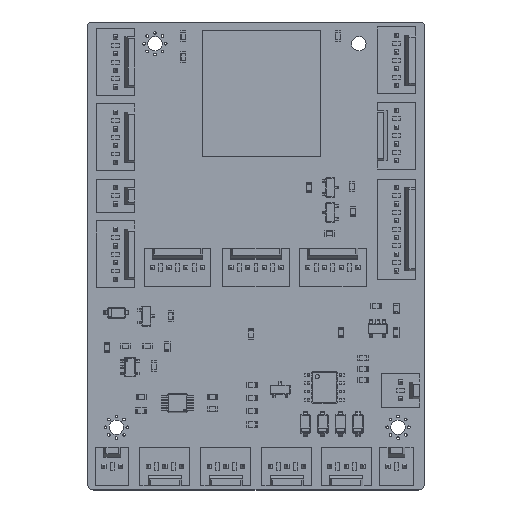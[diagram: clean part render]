
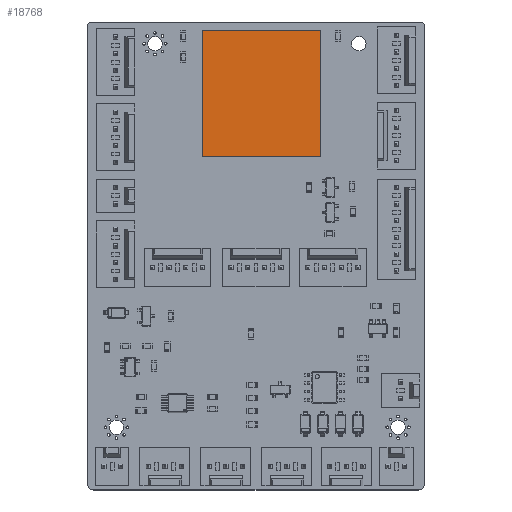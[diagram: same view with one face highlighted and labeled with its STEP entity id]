
A CAD part, top view. The second image highlights one B-rep face of the part: STEP entity #18768.
In plain terms, the highlighted planar face has unit normal (0, 0, 1).
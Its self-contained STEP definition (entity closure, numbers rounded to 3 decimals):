
#18639 = VERTEX_POINT('',#18640);
#18640 = CARTESIAN_POINT('',(-9.,-9.6,3.45));
#18646 = EDGE_CURVE('',#18639,#18647,#18649,.T.);
#18647 = VERTEX_POINT('',#18648);
#18648 = CARTESIAN_POINT('',(9.,-9.6,3.45));
#18649 = LINE('',#18650,#18651);
#18650 = CARTESIAN_POINT('',(-9.,-9.6,3.45));
#18651 = VECTOR('',#18652,1.);
#18652 = DIRECTION('',(1.,0.,0.));
#18677 = EDGE_CURVE('',#18647,#18678,#18680,.T.);
#18678 = VERTEX_POINT('',#18679);
#18679 = CARTESIAN_POINT('',(9.,9.6,3.45));
#18680 = LINE('',#18681,#18682);
#18681 = CARTESIAN_POINT('',(9.,-9.6,3.45));
#18682 = VECTOR('',#18683,1.);
#18683 = DIRECTION('',(0.,1.,0.));
#18708 = EDGE_CURVE('',#18678,#18709,#18711,.T.);
#18709 = VERTEX_POINT('',#18710);
#18710 = CARTESIAN_POINT('',(-9.,9.6,3.45));
#18711 = LINE('',#18712,#18713);
#18712 = CARTESIAN_POINT('',(9.,9.6,3.45));
#18713 = VECTOR('',#18714,1.);
#18714 = DIRECTION('',(-1.,0.,0.));
#18739 = EDGE_CURVE('',#18709,#18639,#18740,.T.);
#18740 = LINE('',#18741,#18742);
#18741 = CARTESIAN_POINT('',(-9.,9.6,3.45));
#18742 = VECTOR('',#18743,1.);
#18743 = DIRECTION('',(0.,-1.,0.));
#18768 = ADVANCED_FACE('',(#18769),#18775,.T.);
#18769 = FACE_BOUND('',#18770,.T.);
#18770 = EDGE_LOOP('',(#18771,#18772,#18773,#18774));
#18771 = ORIENTED_EDGE('',*,*,#18646,.T.);
#18772 = ORIENTED_EDGE('',*,*,#18677,.T.);
#18773 = ORIENTED_EDGE('',*,*,#18708,.T.);
#18774 = ORIENTED_EDGE('',*,*,#18739,.T.);
#18775 = PLANE('',#18776);
#18776 = AXIS2_PLACEMENT_3D('',#18777,#18778,#18779);
#18777 = CARTESIAN_POINT('',(0.,0.,3.45));
#18778 = DIRECTION('',(0.,0.,1.));
#18779 = DIRECTION('',(1.,0.,0.));
